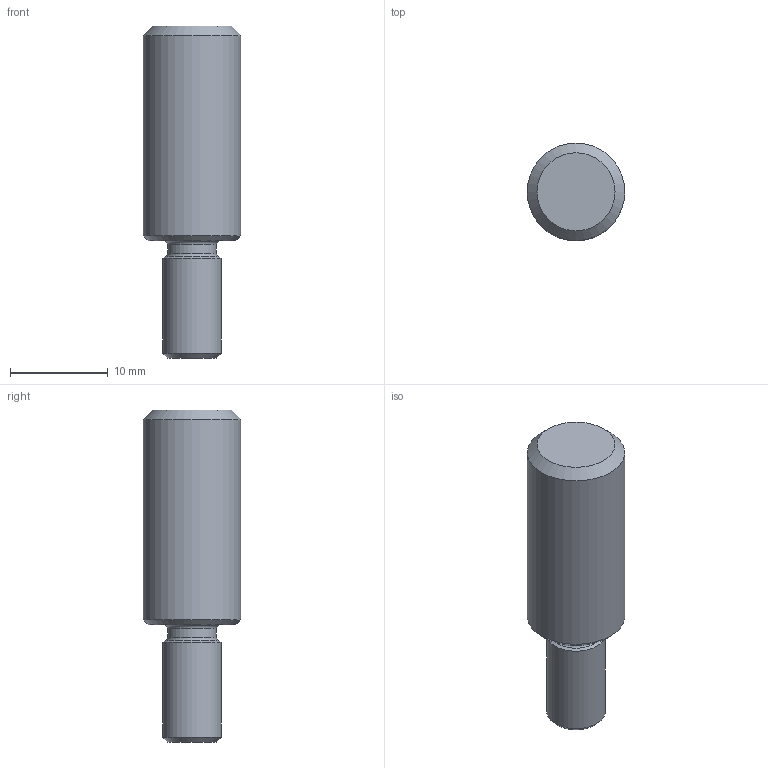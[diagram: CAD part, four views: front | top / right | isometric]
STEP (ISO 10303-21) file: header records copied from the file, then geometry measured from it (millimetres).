
FILE_DESCRIPTION((''),'2;1');
FILE_NAME('NP10.6.stp','2016-07-11T17:33:11',('carlo.corazza'),(''),'Autodesk Inventor 2013','Autodesk Inventor 2013','');
FILE_SCHEMA(('AUTOMOTIVE_DESIGN { 1 0 10303 214 1 1 1 1 }'));
Length unit declared in the file: millimetre
Products named in the file (1): NP10.6
Bounding box: 10 x 10 x 34 mm (x, y, z)
Volume: 2032.9 mm3; surface area: 1044.5 mm2
Topology: 1 solids, 1 shells, 12 faces, 20 edges, 11 vertices
Faces by surface type: cone 4, cylinder 3, plane 3, torus 2
Full cylindrical faces by diameter (mm): 5 x1, 6 x1, 10 x1
Entity records: 260 total; most frequent: DIRECTION 48, CARTESIAN_POINT 35, AXIS2_PLACEMENT_3D 24, ORIENTED_EDGE 22, EDGE_LOOP 22, FACE_OUTER_BOUND 12, ADVANCED_FACE 12, VERTEX_POINT 11
